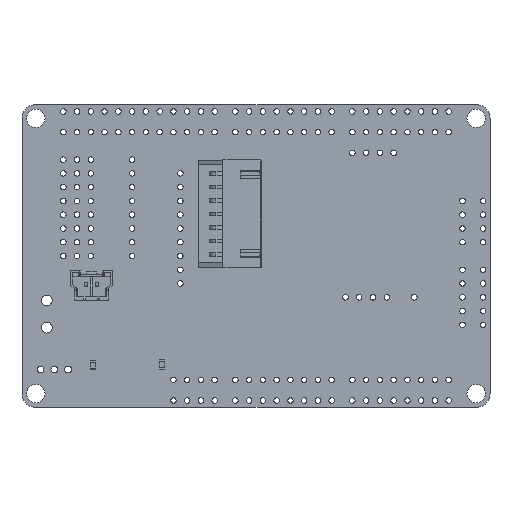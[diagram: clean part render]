
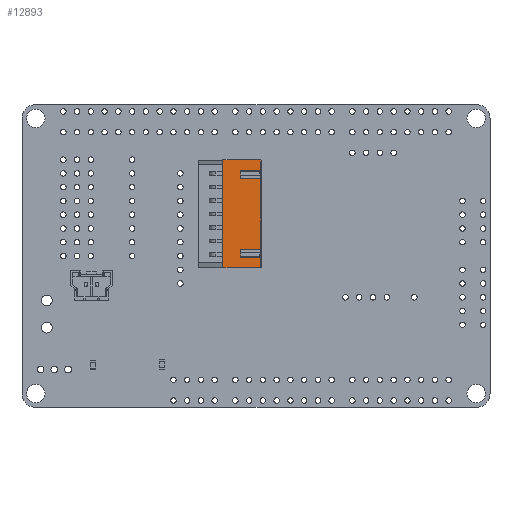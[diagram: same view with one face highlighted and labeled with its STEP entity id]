
A CAD part, top view. The second image highlights one B-rep face of the part: STEP entity #12893.
In plain terms, the highlighted planar face has unit normal (0, 0, 1).
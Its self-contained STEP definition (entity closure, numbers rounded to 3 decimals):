
#12450 = VERTEX_POINT('',#12451);
#12451 = CARTESIAN_POINT('',(9.95,5.9,2.375));
#12457 = EDGE_CURVE('',#12450,#12458,#12460,.T.);
#12458 = VERTEX_POINT('',#12459);
#12459 = CARTESIAN_POINT('',(9.95,-1.1,2.375));
#12460 = LINE('',#12461,#12462);
#12461 = CARTESIAN_POINT('',(9.95,-1.1,2.375));
#12462 = VECTOR('',#12463,1.);
#12463 = DIRECTION('',(0.,-1.,0.));
#12746 = EDGE_CURVE('',#12458,#12747,#12749,.T.);
#12747 = VERTEX_POINT('',#12748);
#12748 = CARTESIAN_POINT('',(-9.95,-1.1,2.375));
#12749 = LINE('',#12750,#12751);
#12750 = CARTESIAN_POINT('',(9.95,-1.1,2.375));
#12751 = VECTOR('',#12752,1.);
#12752 = DIRECTION('',(-1.,0.,0.));
#12875 = VERTEX_POINT('',#12876);
#12876 = CARTESIAN_POINT('',(8.,5.9,2.375));
#12882 = EDGE_CURVE('',#12450,#12875,#12883,.T.);
#12883 = LINE('',#12884,#12885);
#12884 = CARTESIAN_POINT('',(9.95,5.9,2.375));
#12885 = VECTOR('',#12886,1.);
#12886 = DIRECTION('',(-1.,0.,0.));
#12893 = ADVANCED_FACE('',(#12894),#12969,.F.);
#12894 = FACE_BOUND('',#12895,.T.);
#12895 = EDGE_LOOP('',(#12896,#12897,#12905,#12913,#12921,#12929,#12937,
    #12945,#12953,#12961,#12967,#12968));
#12896 = ORIENTED_EDGE('',*,*,#12882,.T.);
#12897 = ORIENTED_EDGE('',*,*,#12898,.F.);
#12898 = EDGE_CURVE('',#12899,#12875,#12901,.T.);
#12899 = VERTEX_POINT('',#12900);
#12900 = CARTESIAN_POINT('',(8.,2.2,2.375));
#12901 = LINE('',#12902,#12903);
#12902 = CARTESIAN_POINT('',(8.,5.9,2.375));
#12903 = VECTOR('',#12904,1.);
#12904 = DIRECTION('',(0.,1.,0.));
#12905 = ORIENTED_EDGE('',*,*,#12906,.F.);
#12906 = EDGE_CURVE('',#12907,#12899,#12909,.T.);
#12907 = VERTEX_POINT('',#12908);
#12908 = CARTESIAN_POINT('',(6.55,2.2,2.375));
#12909 = LINE('',#12910,#12911);
#12910 = CARTESIAN_POINT('',(8.,2.2,2.375));
#12911 = VECTOR('',#12912,1.);
#12912 = DIRECTION('',(1.,0.,0.));
#12913 = ORIENTED_EDGE('',*,*,#12914,.F.);
#12914 = EDGE_CURVE('',#12915,#12907,#12917,.T.);
#12915 = VERTEX_POINT('',#12916);
#12916 = CARTESIAN_POINT('',(6.55,5.9,2.375));
#12917 = LINE('',#12918,#12919);
#12918 = CARTESIAN_POINT('',(6.55,5.9,2.375));
#12919 = VECTOR('',#12920,1.);
#12920 = DIRECTION('',(0.,-1.,0.));
#12921 = ORIENTED_EDGE('',*,*,#12922,.T.);
#12922 = EDGE_CURVE('',#12915,#12923,#12925,.T.);
#12923 = VERTEX_POINT('',#12924);
#12924 = CARTESIAN_POINT('',(-6.55,5.9,2.375));
#12925 = LINE('',#12926,#12927);
#12926 = CARTESIAN_POINT('',(9.95,5.9,2.375));
#12927 = VECTOR('',#12928,1.);
#12928 = DIRECTION('',(-1.,0.,0.));
#12929 = ORIENTED_EDGE('',*,*,#12930,.F.);
#12930 = EDGE_CURVE('',#12931,#12923,#12933,.T.);
#12931 = VERTEX_POINT('',#12932);
#12932 = CARTESIAN_POINT('',(-6.55,2.2,2.375));
#12933 = LINE('',#12934,#12935);
#12934 = CARTESIAN_POINT('',(-6.55,5.9,2.375));
#12935 = VECTOR('',#12936,1.);
#12936 = DIRECTION('',(0.,1.,0.));
#12937 = ORIENTED_EDGE('',*,*,#12938,.F.);
#12938 = EDGE_CURVE('',#12939,#12931,#12941,.T.);
#12939 = VERTEX_POINT('',#12940);
#12940 = CARTESIAN_POINT('',(-8.,2.2,2.375));
#12941 = LINE('',#12942,#12943);
#12942 = CARTESIAN_POINT('',(-8.,2.2,2.375));
#12943 = VECTOR('',#12944,1.);
#12944 = DIRECTION('',(1.,0.,0.));
#12945 = ORIENTED_EDGE('',*,*,#12946,.F.);
#12946 = EDGE_CURVE('',#12947,#12939,#12949,.T.);
#12947 = VERTEX_POINT('',#12948);
#12948 = CARTESIAN_POINT('',(-8.,5.9,2.375));
#12949 = LINE('',#12950,#12951);
#12950 = CARTESIAN_POINT('',(-8.,5.9,2.375));
#12951 = VECTOR('',#12952,1.);
#12952 = DIRECTION('',(0.,-1.,0.));
#12953 = ORIENTED_EDGE('',*,*,#12954,.T.);
#12954 = EDGE_CURVE('',#12947,#12955,#12957,.T.);
#12955 = VERTEX_POINT('',#12956);
#12956 = CARTESIAN_POINT('',(-9.95,5.9,2.375));
#12957 = LINE('',#12958,#12959);
#12958 = CARTESIAN_POINT('',(9.95,5.9,2.375));
#12959 = VECTOR('',#12960,1.);
#12960 = DIRECTION('',(-1.,0.,0.));
#12961 = ORIENTED_EDGE('',*,*,#12962,.T.);
#12962 = EDGE_CURVE('',#12955,#12747,#12963,.T.);
#12963 = LINE('',#12964,#12965);
#12964 = CARTESIAN_POINT('',(-9.95,-1.1,2.375));
#12965 = VECTOR('',#12966,1.);
#12966 = DIRECTION('',(0.,-1.,0.));
#12967 = ORIENTED_EDGE('',*,*,#12746,.F.);
#12968 = ORIENTED_EDGE('',*,*,#12457,.F.);
#12969 = PLANE('',#12970);
#12970 = AXIS2_PLACEMENT_3D('',#12971,#12972,#12973);
#12971 = CARTESIAN_POINT('',(9.95,-1.1,2.375));
#12972 = DIRECTION('',(0.,0.,-1.));
#12973 = DIRECTION('',(-1.,0.,0.));
